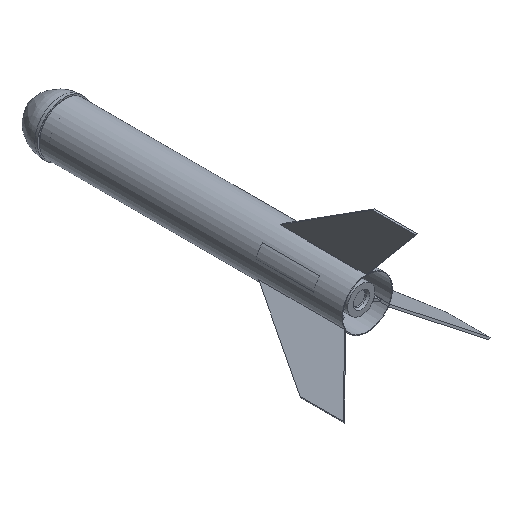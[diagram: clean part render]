
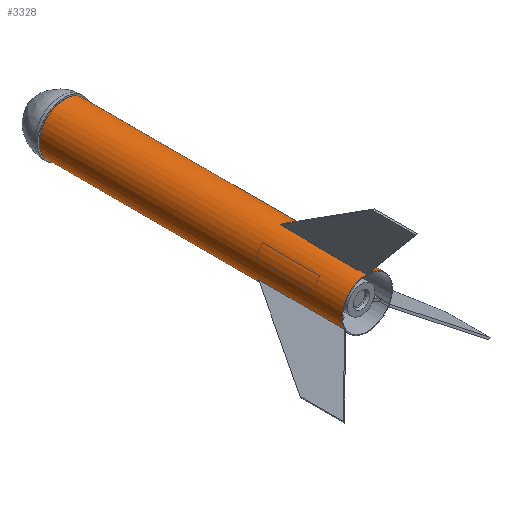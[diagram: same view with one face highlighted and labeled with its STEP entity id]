
A CAD part, isometric view. The second image highlights one B-rep face of the part: STEP entity #3328.
In plain terms, the highlighted cylindrical face has radius 38.1 mm (diameter 76.2 mm), a full revolution.
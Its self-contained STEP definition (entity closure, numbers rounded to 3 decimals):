
#266=FACE_BOUND('',#775,.T.);
#267=FACE_BOUND('',#776,.T.);
#268=FACE_BOUND('',#777,.T.);
#286=CYLINDRICAL_SURFACE('',#3611,38.1);
#364=CIRCLE('',#3587,38.1);
#366=CIRCLE('',#3591,38.1);
#368=CIRCLE('',#3595,38.1);
#370=CIRCLE('',#3599,38.1);
#372=CIRCLE('',#3603,38.1);
#374=CIRCLE('',#3607,38.1);
#377=CIRCLE('',#3612,38.1);
#378=CIRCLE('',#3613,38.1);
#577=FACE_OUTER_BOUND('',#774,.T.);
#774=EDGE_LOOP('',(#2282,#2283,#2284,#2285));
#775=EDGE_LOOP('',(#2286,#2287,#2288,#2289));
#776=EDGE_LOOP('',(#2290,#2291,#2292,#2293));
#777=EDGE_LOOP('',(#2294,#2295,#2296,#2297));
#976=LINE('',#4967,#1170);
#980=LINE('',#4979,#1174);
#984=LINE('',#4991,#1178);
#988=LINE('',#5003,#1182);
#992=LINE('',#5015,#1186);
#996=LINE('',#5027,#1190);
#999=LINE('',#5042,#1193);
#1170=VECTOR('',#3984,10.);
#1174=VECTOR('',#3996,10.);
#1178=VECTOR('',#4008,10.);
#1182=VECTOR('',#4020,10.);
#1186=VECTOR('',#4032,10.);
#1190=VECTOR('',#4044,10.);
#1193=VECTOR('',#4063,38.1);
#1364=VERTEX_POINT('',#4964);
#1365=VERTEX_POINT('',#4966);
#1367=VERTEX_POINT('',#4972);
#1369=VERTEX_POINT('',#4978);
#1372=VERTEX_POINT('',#4988);
#1373=VERTEX_POINT('',#4990);
#1375=VERTEX_POINT('',#4996);
#1377=VERTEX_POINT('',#5002);
#1380=VERTEX_POINT('',#5012);
#1381=VERTEX_POINT('',#5014);
#1383=VERTEX_POINT('',#5020);
#1385=VERTEX_POINT('',#5026);
#1388=VERTEX_POINT('',#5039);
#1389=VERTEX_POINT('',#5041);
#1700=EDGE_CURVE('',#1365,#1364,#976,.T.);
#1703=EDGE_CURVE('',#1367,#1365,#364,.T.);
#1706=EDGE_CURVE('',#1369,#1367,#980,.T.);
#1709=EDGE_CURVE('',#1364,#1369,#366,.T.);
#1712=EDGE_CURVE('',#1373,#1372,#984,.T.);
#1715=EDGE_CURVE('',#1375,#1373,#368,.T.);
#1718=EDGE_CURVE('',#1377,#1375,#988,.T.);
#1721=EDGE_CURVE('',#1372,#1377,#370,.T.);
#1724=EDGE_CURVE('',#1381,#1380,#992,.T.);
#1727=EDGE_CURVE('',#1383,#1381,#372,.T.);
#1730=EDGE_CURVE('',#1385,#1383,#996,.T.);
#1733=EDGE_CURVE('',#1380,#1385,#374,.T.);
#1737=EDGE_CURVE('',#1388,#1388,#377,.T.);
#1738=EDGE_CURVE('',#1388,#1389,#999,.T.);
#1739=EDGE_CURVE('',#1389,#1389,#378,.T.);
#2282=ORIENTED_EDGE('',*,*,#1737,.F.);
#2283=ORIENTED_EDGE('',*,*,#1738,.T.);
#2284=ORIENTED_EDGE('',*,*,#1739,.T.);
#2285=ORIENTED_EDGE('',*,*,#1738,.F.);
#2286=ORIENTED_EDGE('',*,*,#1706,.T.);
#2287=ORIENTED_EDGE('',*,*,#1703,.T.);
#2288=ORIENTED_EDGE('',*,*,#1700,.T.);
#2289=ORIENTED_EDGE('',*,*,#1709,.T.);
#2290=ORIENTED_EDGE('',*,*,#1718,.T.);
#2291=ORIENTED_EDGE('',*,*,#1715,.T.);
#2292=ORIENTED_EDGE('',*,*,#1712,.T.);
#2293=ORIENTED_EDGE('',*,*,#1721,.T.);
#2294=ORIENTED_EDGE('',*,*,#1730,.T.);
#2295=ORIENTED_EDGE('',*,*,#1727,.T.);
#2296=ORIENTED_EDGE('',*,*,#1724,.T.);
#2297=ORIENTED_EDGE('',*,*,#1733,.T.);
#3328=ADVANCED_FACE('',(#577,#266,#267,#268),#286,.T.);
#3587=AXIS2_PLACEMENT_3D('',#4973,#3990,#3991);
#3591=AXIS2_PLACEMENT_3D('',#4983,#4002,#4003);
#3595=AXIS2_PLACEMENT_3D('',#4997,#4014,#4015);
#3599=AXIS2_PLACEMENT_3D('',#5007,#4026,#4027);
#3603=AXIS2_PLACEMENT_3D('',#5021,#4038,#4039);
#3607=AXIS2_PLACEMENT_3D('',#5031,#4050,#4051);
#3611=AXIS2_PLACEMENT_3D('',#5038,#4059,#4060);
#3612=AXIS2_PLACEMENT_3D('',#5040,#4061,#4062);
#3613=AXIS2_PLACEMENT_3D('',#5043,#4064,#4065);
#3984=DIRECTION('',(0.,1.,0.));
#3990=DIRECTION('center_axis',(0.,-1.,0.));
#3991=DIRECTION('ref_axis',(1.,0.,0.));
#3996=DIRECTION('',(0.,-1.,0.));
#4002=DIRECTION('center_axis',(0.,1.,0.));
#4003=DIRECTION('ref_axis',(1.,0.,0.));
#4008=DIRECTION('',(0.,1.,0.));
#4014=DIRECTION('center_axis',(0.,-1.,0.));
#4015=DIRECTION('ref_axis',(1.,0.,0.));
#4020=DIRECTION('',(0.,-1.,0.));
#4026=DIRECTION('center_axis',(0.,1.,0.));
#4027=DIRECTION('ref_axis',(1.,0.,0.));
#4032=DIRECTION('',(0.,1.,0.));
#4038=DIRECTION('center_axis',(0.,-1.,0.));
#4039=DIRECTION('ref_axis',(1.,0.,0.));
#4044=DIRECTION('',(0.,-1.,0.));
#4050=DIRECTION('center_axis',(0.,1.,0.));
#4051=DIRECTION('ref_axis',(1.,0.,0.));
#4059=DIRECTION('center_axis',(0.,1.,0.));
#4060=DIRECTION('ref_axis',(1.,0.,0.));
#4061=DIRECTION('center_axis',(0.,1.,0.));
#4062=DIRECTION('ref_axis',(1.,0.,0.));
#4063=DIRECTION('',(0.,-1.,0.));
#4064=DIRECTION('center_axis',(0.,1.,0.));
#4065=DIRECTION('ref_axis',(1.,0.,0.));
#4964=CARTESIAN_POINT('',(-32.173,88.9,-20.408));
#4966=CARTESIAN_POINT('',(-32.173,12.7,-20.408));
#4967=CARTESIAN_POINT('',(-32.173,0.,-20.408));
#4972=CARTESIAN_POINT('',(-33.761,12.7,-17.659));
#4973=CARTESIAN_POINT('Origin',(0.,12.7,0.));
#4978=CARTESIAN_POINT('',(-33.761,88.9,-17.659));
#4979=CARTESIAN_POINT('',(-33.761,0.,-17.659));
#4983=CARTESIAN_POINT('Origin',(0.,88.9,0.));
#4988=CARTESIAN_POINT('',(33.761,88.9,-17.659));
#4990=CARTESIAN_POINT('',(33.761,12.7,-17.659));
#4991=CARTESIAN_POINT('',(33.761,0.,-17.659));
#4996=CARTESIAN_POINT('',(32.173,12.7,-20.408));
#4997=CARTESIAN_POINT('Origin',(0.,12.7,0.));
#5002=CARTESIAN_POINT('',(32.173,88.9,-20.408));
#5003=CARTESIAN_POINT('',(32.173,0.,-20.408));
#5007=CARTESIAN_POINT('Origin',(0.,88.9,0.));
#5012=CARTESIAN_POINT('',(-1.588,88.9,38.067));
#5014=CARTESIAN_POINT('',(-1.588,12.7,38.067));
#5015=CARTESIAN_POINT('',(-1.588,0.,38.067));
#5020=CARTESIAN_POINT('',(1.588,12.7,38.067));
#5021=CARTESIAN_POINT('Origin',(0.,12.7,0.));
#5026=CARTESIAN_POINT('',(1.588,88.9,38.067));
#5027=CARTESIAN_POINT('',(1.588,0.,38.067));
#5031=CARTESIAN_POINT('Origin',(0.,88.9,0.));
#5038=CARTESIAN_POINT('Origin',(0.,0.,0.));
#5039=CARTESIAN_POINT('',(-38.1,457.2,0.));
#5040=CARTESIAN_POINT('Origin',(0.,457.2,0.));
#5041=CARTESIAN_POINT('',(-38.1,0.,0.));
#5042=CARTESIAN_POINT('',(-38.1,0.,0.));
#5043=CARTESIAN_POINT('Origin',(0.,0.,0.));
